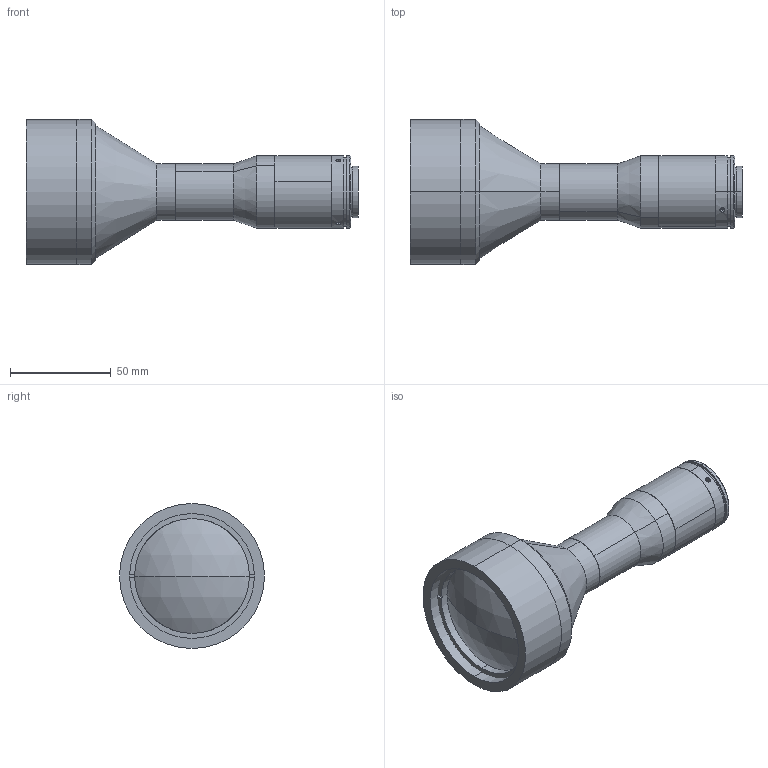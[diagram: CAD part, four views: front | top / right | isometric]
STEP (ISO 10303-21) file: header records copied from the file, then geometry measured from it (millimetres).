
FILE_DESCRIPTION (( 'STEP AP203' ), '1' );
FILE_NAME ('XF-5MDT0.4X110-1C-蚾饜芞-20151208V5.STEP', '2016-02-22T02:36:56', ( 'cherishsunshine' ), ( '' ), 'SwSTEP 2.0', 'SolidWorks 2014', '' );
FILE_SCHEMA (( 'CONFIG_CONTROL_DESIGN' ));
Length unit declared in the file: millimetre
Products named in the file (1): XF-5MDT0.4X110-1C-蚾饜芞-20151208V5
Bounding box: 164.77 x 72 x 72 mm (x, y, z)
Surface area: 39463.2 mm2 (no closed solid volume)
Topology: 0 solids, 11 shells, 77 faces, 188 edges, 127 vertices
Faces by surface type: cylinder 42, plane 23, cone 10, sphere 2
Entity records: 2575 total; most frequent: CARTESIAN_POINT 621, DIRECTION 440, ORIENTED_EDGE 322, EDGE_CURVE 188, AXIS2_PLACEMENT_3D 186, VERTEX_POINT 127, CIRCLE 108, EDGE_LOOP 95
